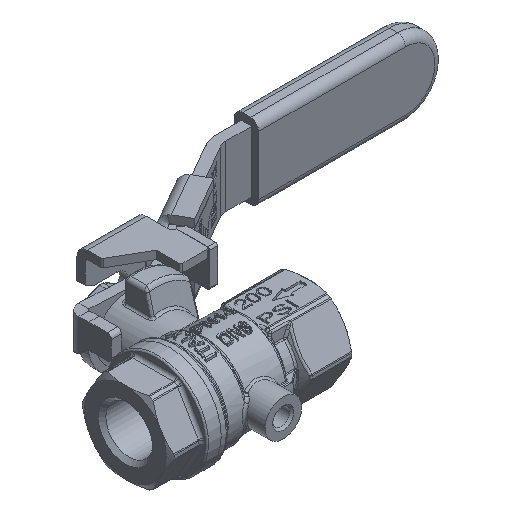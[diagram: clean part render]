
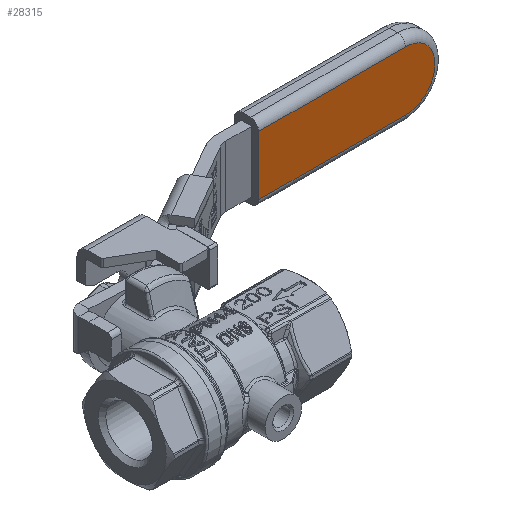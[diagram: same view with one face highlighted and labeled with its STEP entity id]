
A CAD part, isometric view. The second image highlights one B-rep face of the part: STEP entity #28315.
In plain terms, the highlighted face is planar.
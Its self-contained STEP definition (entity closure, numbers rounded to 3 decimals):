
#2338=CIRCLE('',#30479,7.25);
#3144=PLANE('',#30507);
#4670=FACE_OUTER_BOUND('',#6366,.T.);
#6366=EDGE_LOOP('',(#26331,#26332,#26333,#26334));
#8604=LINE('',#62273,#10825);
#8607=LINE('',#62280,#10828);
#8627=LINE('',#62337,#10848);
#10825=VECTOR('',#36535,35.95);
#10828=VECTOR('',#36542,35.95);
#10848=VECTOR('',#36604,14.5);
#14329=VERTEX_POINT('',#62262);
#14330=VERTEX_POINT('',#62264);
#14333=VERTEX_POINT('',#62271);
#14334=VERTEX_POINT('',#62276);
#18315=EDGE_CURVE('',#14329,#14330,#2338,.T.);
#18319=EDGE_CURVE('',#14333,#14329,#8604,.T.);
#18323=EDGE_CURVE('',#14330,#14334,#8607,.T.);
#18351=EDGE_CURVE('',#14334,#14333,#8627,.T.);
#26331=ORIENTED_EDGE('',*,*,#18319,.F.);
#26332=ORIENTED_EDGE('',*,*,#18351,.F.);
#26333=ORIENTED_EDGE('',*,*,#18323,.F.);
#26334=ORIENTED_EDGE('',*,*,#18315,.F.);
#28315=ADVANCED_FACE('',(#4670),#3144,.F.);
#30479=AXIS2_PLACEMENT_3D('',#62265,#36525,#36526);
#30507=AXIS2_PLACEMENT_3D('',#62338,#36605,#36606);
#36525=DIRECTION('center_axis',(0.,0.,1.));
#36526=DIRECTION('ref_axis',(1.,0.,0.));
#36535=DIRECTION('',(1.,0.,0.));
#36542=DIRECTION('',(-1.,0.,0.));
#36604=DIRECTION('',(0.,-1.,0.));
#36605=DIRECTION('center_axis',(0.,0.,1.));
#36606=DIRECTION('ref_axis',(1.,0.,0.));
#62262=CARTESIAN_POINT('',(34.2,-7.25,0.));
#62264=CARTESIAN_POINT('',(34.2,7.25,0.));
#62265=CARTESIAN_POINT('Origin',(34.2,0.,0.));
#62271=CARTESIAN_POINT('',(-1.75,-7.25,0.));
#62273=CARTESIAN_POINT('',(26.653,-7.25,0.));
#62276=CARTESIAN_POINT('',(-1.75,7.25,0.));
#62280=CARTESIAN_POINT('',(8.678,7.25,0.));
#62337=CARTESIAN_POINT('',(-1.75,9.25,0.));
#62338=CARTESIAN_POINT('Origin',(19.105,0.,0.));
